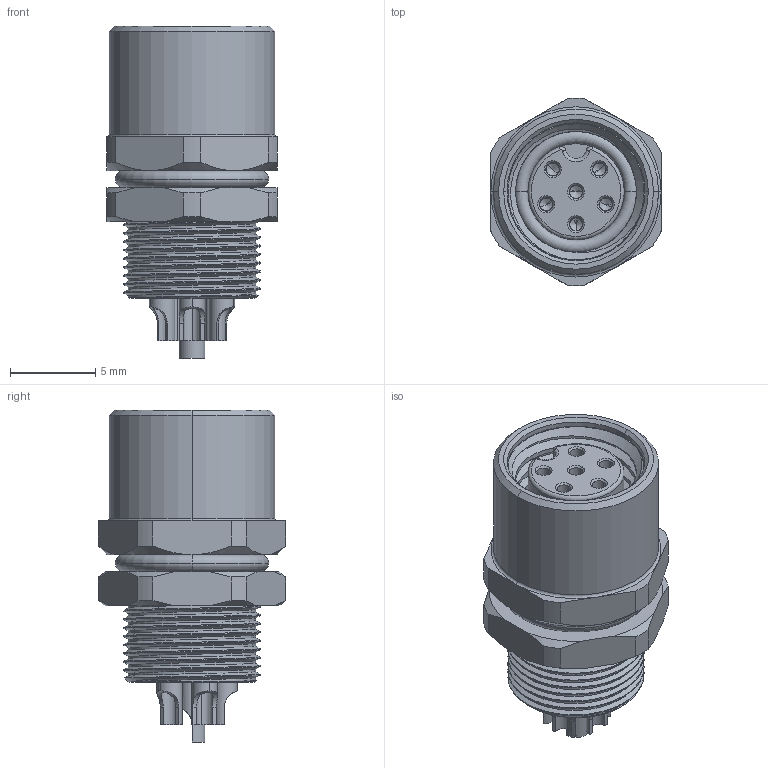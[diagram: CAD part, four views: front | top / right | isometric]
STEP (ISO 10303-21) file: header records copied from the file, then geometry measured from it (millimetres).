
FILE_DESCRIPTION((''),'2;1');
FILE_NAME('6P-K16','2025-09-10T',('gongcheng16'),(''),'PRO/ENGINEER BY PARAMETRIC TECHNOLOGY CORPORATION, 2010280','PRO/ENGINEER BY PARAMETRIC TECHNOLOGY CORPORATION, 2010280','');
FILE_SCHEMA(('CONFIG_CONTROL_DESIGN'));
Length unit declared in the file: millimetre
Products named in the file (1): 6P-K16
Bounding box: 10 x 10.99 x 19.5 mm (x, y, z)
Volume: 236.8 mm3; surface area: 2644.4 mm2
Topology: 1 solids, 12 shells, 555 faces, 1373 edges, 859 vertices
Faces by surface type: cylinder 218, plane 175, cone 120, bspline 26, torus 16
Entity records: 23232 total; most frequent: CARTESIAN_POINT 10122, DIRECTION 2775, ORIENTED_EDGE 2698, EDGE_CURVE 1349, AXIS2_PLACEMENT_3D 1097, VERTEX_POINT 859, EDGE_LOOP 616, VECTOR 581
